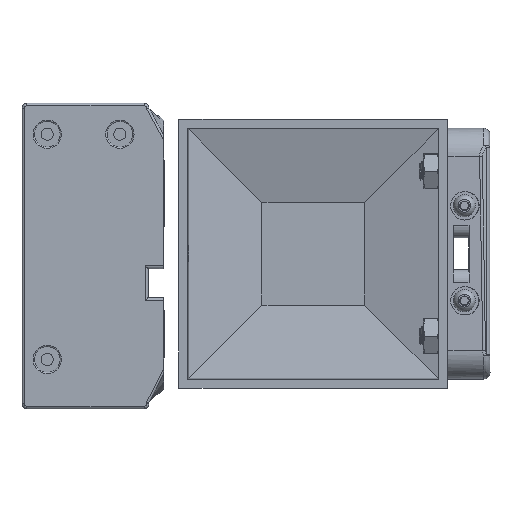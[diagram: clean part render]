
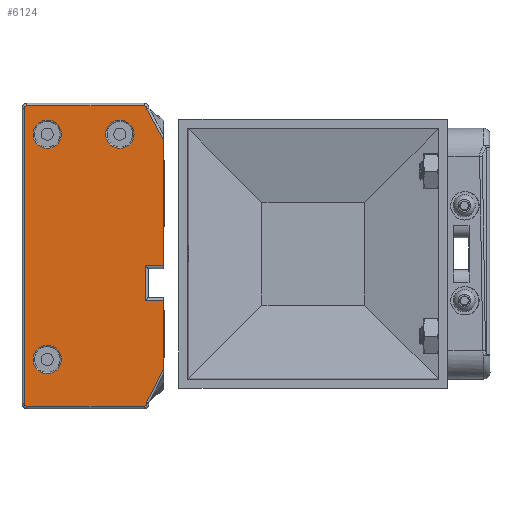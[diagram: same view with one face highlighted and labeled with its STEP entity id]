
A CAD part, front view. The second image highlights one B-rep face of the part: STEP entity #6124.
In plain terms, the highlighted face is planar.
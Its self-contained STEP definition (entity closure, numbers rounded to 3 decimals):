
#193=B_SPLINE_CURVE_WITH_KNOTS('',3,(#18256,#18257,#18258,#18259),
 .UNSPECIFIED.,.F.,.F.,(4,4),(0.498,1.085),
 .UNSPECIFIED.);
#198=B_SPLINE_CURVE_WITH_KNOTS('',3,(#18447,#18448,#18449,#18450),
 .UNSPECIFIED.,.F.,.F.,(4,4),(-0.012,0.55),
 .UNSPECIFIED.);
#673=LINE('',#18183,#1148);
#674=LINE('',#18200,#1149);
#675=LINE('',#18216,#1150);
#676=LINE('',#18232,#1151);
#690=LINE('',#18384,#1165);
#691=LINE('',#18388,#1166);
#696=LINE('',#18443,#1171);
#697=LINE('',#18446,#1172);
#698=LINE('',#18451,#1173);
#1148=VECTOR('',#7980,10.);
#1149=VECTOR('',#7991,10.);
#1150=VECTOR('',#8000,10.);
#1151=VECTOR('',#8009,10.);
#1165=VECTOR('',#8073,10.);
#1166=VECTOR('',#8078,10.);
#1171=VECTOR('',#8101,10.);
#1172=VECTOR('',#8104,10.);
#1173=VECTOR('',#8105,10.);
#1420=PLANE('',#6672);
#1504=FACE_BOUND('',#2212,.T.);
#1505=FACE_BOUND('',#2213,.T.);
#1506=FACE_BOUND('',#2214,.T.);
#1794=FACE_OUTER_BOUND('',#2211,.T.);
#2211=EDGE_LOOP('',(#5256,#5257,#5258,#5259,#5260,#5261,#5262,#5263,#5264,
#5265,#5266,#5267,#5268,#5269,#5270));
#2212=EDGE_LOOP('',(#5271));
#2213=EDGE_LOOP('',(#5272));
#2214=EDGE_LOOP('',(#5273));
#2494=CIRCLE('',#6625,0.362);
#2497=CIRCLE('',#6629,0.362);
#2500=CIRCLE('',#6633,0.362);
#2503=CIRCLE('',#6638,0.362);
#2505=CIRCLE('',#6642,2.232);
#2507=CIRCLE('',#6646,2.232);
#2509=CIRCLE('',#6650,2.232);
#2964=VERTEX_POINT('',#18181);
#2965=VERTEX_POINT('',#18182);
#2966=VERTEX_POINT('',#18195);
#2967=VERTEX_POINT('',#18199);
#2968=VERTEX_POINT('',#18211);
#2969=VERTEX_POINT('',#18215);
#2970=VERTEX_POINT('',#18227);
#2971=VERTEX_POINT('',#18231);
#2972=VERTEX_POINT('',#18254);
#2973=VERTEX_POINT('',#18275);
#2975=VERTEX_POINT('',#18327);
#2977=VERTEX_POINT('',#18333);
#2979=VERTEX_POINT('',#18339);
#2992=VERTEX_POINT('',#18381);
#2993=VERTEX_POINT('',#18383);
#2994=VERTEX_POINT('',#18387);
#2999=VERTEX_POINT('',#18441);
#3000=VERTEX_POINT('',#18445);
#3727=EDGE_CURVE('',#2964,#2965,#673,.T.);
#3730=EDGE_CURVE('',#2965,#2966,#2494,.T.);
#3732=EDGE_CURVE('',#2966,#2967,#674,.T.);
#3734=EDGE_CURVE('',#2967,#2968,#2497,.T.);
#3736=EDGE_CURVE('',#2968,#2969,#675,.T.);
#3738=EDGE_CURVE('',#2969,#2970,#2500,.T.);
#3740=EDGE_CURVE('',#2970,#2971,#676,.T.);
#3743=EDGE_CURVE('',#2972,#2964,#193,.T.);
#3744=EDGE_CURVE('',#2971,#2973,#2503,.T.);
#3747=EDGE_CURVE('',#2975,#2975,#2505,.T.);
#3749=EDGE_CURVE('',#2977,#2977,#2507,.T.);
#3751=EDGE_CURVE('',#2979,#2979,#2509,.T.);
#3770=EDGE_CURVE('',#2992,#2993,#690,.T.);
#3772=EDGE_CURVE('',#2993,#2994,#691,.T.);
#3783=EDGE_CURVE('',#2994,#2999,#696,.T.);
#3784=EDGE_CURVE('',#3000,#2992,#697,.T.);
#3785=EDGE_CURVE('',#2973,#3000,#198,.T.);
#3786=EDGE_CURVE('',#2999,#2972,#698,.T.);
#5256=ORIENTED_EDGE('',*,*,#3784,.F.);
#5257=ORIENTED_EDGE('',*,*,#3785,.F.);
#5258=ORIENTED_EDGE('',*,*,#3744,.F.);
#5259=ORIENTED_EDGE('',*,*,#3740,.F.);
#5260=ORIENTED_EDGE('',*,*,#3738,.F.);
#5261=ORIENTED_EDGE('',*,*,#3736,.F.);
#5262=ORIENTED_EDGE('',*,*,#3734,.F.);
#5263=ORIENTED_EDGE('',*,*,#3732,.F.);
#5264=ORIENTED_EDGE('',*,*,#3730,.F.);
#5265=ORIENTED_EDGE('',*,*,#3727,.F.);
#5266=ORIENTED_EDGE('',*,*,#3743,.F.);
#5267=ORIENTED_EDGE('',*,*,#3786,.F.);
#5268=ORIENTED_EDGE('',*,*,#3783,.F.);
#5269=ORIENTED_EDGE('',*,*,#3772,.F.);
#5270=ORIENTED_EDGE('',*,*,#3770,.F.);
#5271=ORIENTED_EDGE('',*,*,#3749,.F.);
#5272=ORIENTED_EDGE('',*,*,#3747,.F.);
#5273=ORIENTED_EDGE('',*,*,#3751,.F.);
#6124=ADVANCED_FACE('',(#1794,#1504,#1505,#1506),#1420,.T.);
#6625=AXIS2_PLACEMENT_3D('',#18196,#7985,#7986);
#6629=AXIS2_PLACEMENT_3D('',#18212,#7994,#7995);
#6633=AXIS2_PLACEMENT_3D('',#18228,#8003,#8004);
#6638=AXIS2_PLACEMENT_3D('',#18276,#8014,#8015);
#6642=AXIS2_PLACEMENT_3D('',#18328,#8022,#8023);
#6646=AXIS2_PLACEMENT_3D('',#18334,#8030,#8031);
#6650=AXIS2_PLACEMENT_3D('',#18340,#8038,#8039);
#6672=AXIS2_PLACEMENT_3D('',#18444,#8102,#8103);
#7980=DIRECTION('',(1.,0.,0.));
#7985=DIRECTION('center_axis',(0.,0.,1.));
#7986=DIRECTION('ref_axis',(0.707,-0.707,0.));
#7991=DIRECTION('',(0.,1.,0.));
#7994=DIRECTION('center_axis',(0.,0.,1.));
#7995=DIRECTION('ref_axis',(0.707,0.707,0.));
#8000=DIRECTION('',(-1.,0.,0.));
#8003=DIRECTION('center_axis',(0.,0.,1.));
#8004=DIRECTION('ref_axis',(-0.707,0.707,0.));
#8009=DIRECTION('',(0.,-1.,0.));
#8014=DIRECTION('center_axis',(0.,0.,1.));
#8015=DIRECTION('ref_axis',(-0.707,-0.707,0.));
#8022=DIRECTION('center_axis',(0.,0.,-1.));
#8023=DIRECTION('ref_axis',(-1.,0.,0.));
#8030=DIRECTION('center_axis',(0.,0.,-1.));
#8031=DIRECTION('ref_axis',(-1.,0.,0.));
#8038=DIRECTION('center_axis',(0.,0.,-1.));
#8039=DIRECTION('ref_axis',(-1.,0.,0.));
#8073=DIRECTION('',(0.,1.,0.));
#8078=DIRECTION('',(1.,0.,0.));
#8101=DIRECTION('',(0.,-1.,0.));
#8102=DIRECTION('center_axis',(0.,0.,-1.));
#8103=DIRECTION('ref_axis',(-1.,0.,0.));
#8104=DIRECTION('',(1.,0.,0.));
#8105=DIRECTION('',(1.,0.,0.));
#18181=CARTESIAN_POINT('',(92.584,-26.853,-48.603));
#18182=CARTESIAN_POINT('',(92.845,-26.853,-48.603));
#18183=CARTESIAN_POINT('',(81.161,-26.853,-48.603));
#18195=CARTESIAN_POINT('',(93.207,-26.491,-48.603));
#18196=CARTESIAN_POINT('Origin',(92.845,-26.491,-48.603));
#18199=CARTESIAN_POINT('',(93.207,-7.949,-48.603));
#18200=CARTESIAN_POINT('',(93.207,-26.11,-48.603));
#18211=CARTESIAN_POINT('',(92.845,-7.587,-48.603));
#18212=CARTESIAN_POINT('Origin',(92.845,-7.949,-48.603));
#18215=CARTESIAN_POINT('',(46.109,-7.587,-48.603));
#18216=CARTESIAN_POINT('',(81.161,-7.587,-48.603));
#18227=CARTESIAN_POINT('',(45.747,-7.949,-48.603));
#18228=CARTESIAN_POINT('Origin',(46.109,-7.949,-48.603));
#18231=CARTESIAN_POINT('',(45.747,-26.491,-48.603));
#18232=CARTESIAN_POINT('',(45.747,-26.11,-48.603));
#18254=CARTESIAN_POINT('',(87.344,-29.52,-48.603));
#18256=CARTESIAN_POINT('Ctrl Pts',(87.344,-29.52,-48.603));
#18257=CARTESIAN_POINT('Ctrl Pts',(89.081,-28.613,-48.603));
#18258=CARTESIAN_POINT('Ctrl Pts',(90.831,-27.73,-48.603));
#18259=CARTESIAN_POINT('Ctrl Pts',(92.584,-26.853,-48.603));
#18275=CARTESIAN_POINT('',(46.191,-26.844,-48.603));
#18276=CARTESIAN_POINT('Origin',(46.109,-26.491,-48.603));
#18327=CARTESIAN_POINT('',(52.467,-22.657,-48.603));
#18328=CARTESIAN_POINT('Origin',(50.235,-22.657,-48.603));
#18333=CARTESIAN_POINT('',(52.467,-11.176,-48.603));
#18334=CARTESIAN_POINT('Origin',(50.235,-11.176,-48.603));
#18339=CARTESIAN_POINT('',(88.052,-11.176,-48.603));
#18340=CARTESIAN_POINT('Origin',(85.82,-11.176,-48.603));
#18381=CARTESIAN_POINT('',(70.982,-29.52,-48.603));
#18383=CARTESIAN_POINT('',(70.982,-26.629,-48.603));
#18384=CARTESIAN_POINT('',(70.982,-23.954,-48.603));
#18387=CARTESIAN_POINT('',(76.538,-26.629,-48.603));
#18388=CARTESIAN_POINT('',(70.479,-26.629,-48.603));
#18441=CARTESIAN_POINT('',(76.538,-29.52,-48.603));
#18443=CARTESIAN_POINT('',(76.538,-22.175,-48.603));
#18444=CARTESIAN_POINT('Origin',(69.477,-17.22,-48.603));
#18445=CARTESIAN_POINT('',(51.131,-29.52,-48.603));
#18446=CARTESIAN_POINT('',(58.836,-29.52,-48.603));
#18447=CARTESIAN_POINT('Ctrl Pts',(46.191,-26.844,-48.603));
#18448=CARTESIAN_POINT('Ctrl Pts',(47.844,-27.723,-48.603));
#18449=CARTESIAN_POINT('Ctrl Pts',(49.494,-28.61,-48.603));
#18450=CARTESIAN_POINT('Ctrl Pts',(51.131,-29.52,-48.603));
#18451=CARTESIAN_POINT('',(58.836,-29.52,-48.603));
